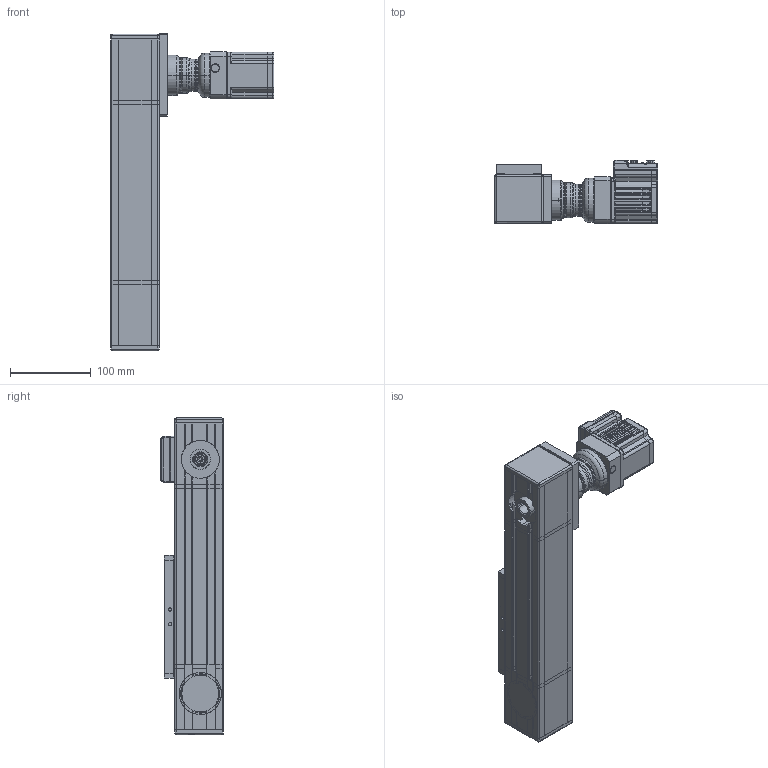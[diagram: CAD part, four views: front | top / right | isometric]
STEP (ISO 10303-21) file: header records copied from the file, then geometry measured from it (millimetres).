
FILE_DESCRIPTION (( 'STEP AP214' ), '1' );
FILE_NAME ('MGP60S0710-3165.STEP', '2022-10-20T05:51:56', ( '' ), ( '' ), 'SwSTEP 2.0', 'SolidWorks 2020', '' );
FILE_SCHEMA (( 'AUTOMOTIVE_DESIGN' ));
Length unit declared in the file: millimetre
Products named in the file (5): SM23165x; 連接板-AE050; N60-100S; PE2-050_1ST_8-P0411101304; MGP60S0710-3165
Assembly tree (4 placements, depth 2):
  MGP60S0710-3165
    N60-100S
    PE2-050_1ST_8-P0411101304
    SM23165x
    連接板-AE050
Bounding box: 202.79 x 78.61 x 393 mm (x, y, z)
Volume: 1249993.7 mm3; surface area: 368679.9 mm2
Topology: 19 solids, 44 shells, 1975 faces, 5086 edges, 3203 vertices
Faces by surface type: plane 1005, cylinder 564, bspline 249, cone 119, torus 38
Full cylindrical faces by diameter (mm): 1.016 x5, 1.27 x15, 1.778 x4, 2.159 x4, 2.845 x2, 3.048 x2, 3.556 x4, 4.3 x4, 4.572 x4, 6.35 x1, 6.4 x4, 7.62 x1, 8 x4, 8.026 x1, 9.55 x1, 11 x4, 30 x1, 35 x1, 38.075 x1
Entity records: 92874 total; most frequent: CARTESIAN_POINT 36411, ORIENTED_EDGE 9555, DIRECTION 8258, EDGE_CURVE 4909, VERTEX_POINT 3164, LINE 2814, VECTOR 2814, AXIS2_PLACEMENT_3D 2722
